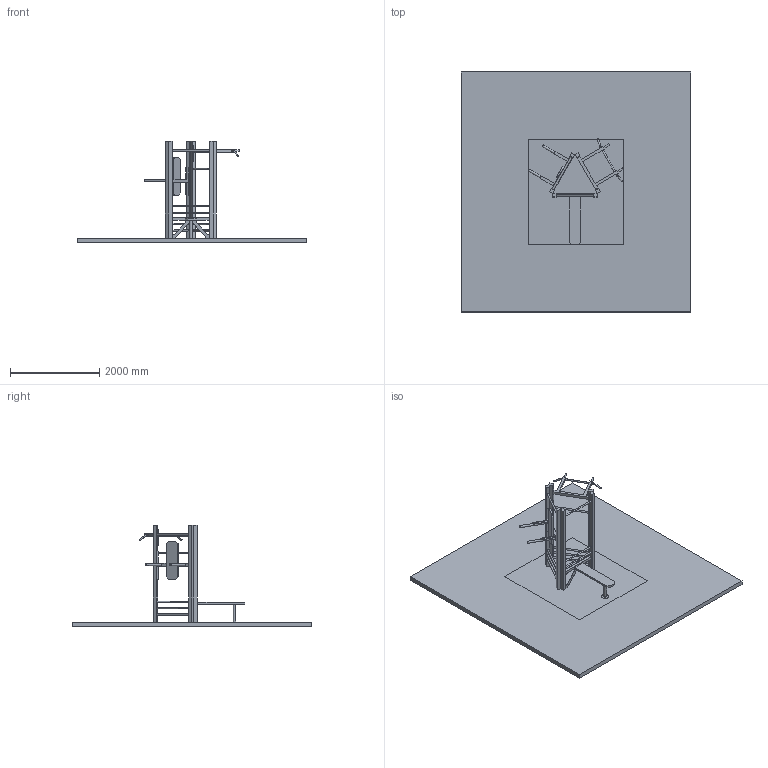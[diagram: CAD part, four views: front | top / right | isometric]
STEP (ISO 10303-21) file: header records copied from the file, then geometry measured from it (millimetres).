
FILE_DESCRIPTION(/* description */ (''),/* implementation_level */ '2;1');
FILE_NAME(/* name */ 'FA-V2-S3-010406 v6.step',/* time_stamp */ '2021-09-10T11:19:27+02:00',/* author */ (''),/* organization */ (''),/* preprocessor_version */ 'ST-DEVELOPER v18.1',/* originating_system */ 'Autodesk Translation Framework v10.10.0.1391',/* authorisation */ '');
FILE_SCHEMA (('AUTOMOTIVE_DESIGN { 1 0 10303 214 3 1 1 }'));
Length unit declared in the file: millimetre
Products named in the file (6): FA-V2-S3-010406; V2-S-04-BDTS; V2-S-06-CR; V2-S-01-BA; Area In; Area Out
Assembly tree (5 placements, depth 2):
  FA-V2-S3-010406
    V2-S-04-BDTS
    V2-S-06-CR
    V2-S-01-BA
    Area In
    Area Out
Bounding box: 5136.21 x 5370.51 x 2270 mm (x, y, z)
Volume: 3392245115.2 mm3; surface area: 76787729.9 mm2
Topology: 8 solids, 11 shells, 277 faces, 645 edges, 408 vertices
Faces by surface type: plane 172, cylinder 85, sphere 14, torus 6
Full cylindrical faces by diameter (mm): 29.7 x5, 33.7 x18, 48.3 x2, 60 x1, 160 x1
Entity records: 8045 total; most frequent: DIRECTION 1405, CARTESIAN_POINT 1341, ORIENTED_EDGE 1290, EDGE_CURVE 645, AXIS2_PLACEMENT_3D 472, LINE 461, VECTOR 461, VERTEX_POINT 408
